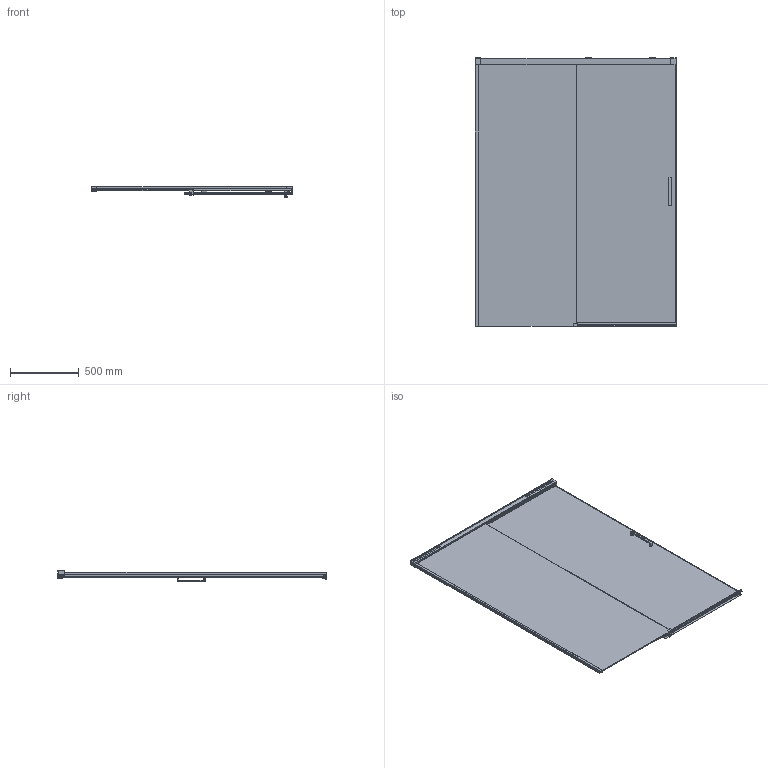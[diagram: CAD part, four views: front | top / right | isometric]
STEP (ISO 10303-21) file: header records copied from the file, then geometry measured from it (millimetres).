
FILE_DESCRIPTION((''),'2;1');
FILE_NAME('CSP15X_ASM','2019-09-21T',('admin'),(''),'PRO/ENGINEER BY PARAMETRIC TECHNOLOGY CORPORATION, 2010280','PRO/ENGINEER BY PARAMETRIC TECHNOLOGY CORPORATION, 2010280','');
FILE_SCHEMA(('CONFIG_CONTROL_DESIGN','SHAPE_APPEARANCE_LAYERS_GROUPS'));
Length unit declared in the file: millimetre
Products named in the file (31): DC553-8X728X1910; ID436-1901; ID436-1901_ASM; CP672; DC553-ID436_ASM; CS104X1435; CS227; CS229; BH320X565; CS386; CS104-1435_ASM; CS034-8X782X1939; CS223; CS321; M4-10; NC944; CS281; CS219_ASM; CS376X1936; NC747-12-27; NC746-12-27; NC738-12-29; NC739-12-29; NC745-12-27_ASM; CS034-8X782X1939_ASM; MA558X725; CS325; PRT0002; CS313-CS301_ASM; IP764-364; CSP15X_ASM
Assembly tree (34 placements, depth 4):
  CSP15X_ASM
    DC553-ID436_ASM
      DC553-8X728X1910
      ID436-1901_ASM
        ID436-1901
      CP672
    CS104-1435_ASM
      CS104X1435
      CS227
      CS229
      BH320X565
      CS386  x2
    CS034-8X782X1939_ASM
      CS034-8X782X1939
      CS219_ASM  x2
        CS223
        CS321
        M4-10
        NC944
        CS281
      CS376X1936
      NC745-12-27_ASM
        NC747-12-27
        NC746-12-27
        NC738-12-29
        NC739-12-29
    CS313-CS301_ASM
      MA558X725
      CS325
      PRT0002
    IP764-364
Bounding box: 1462.95 x 1953.67 x 83.94 mm (x, y, z)
Volume: 24494835.1 mm3; surface area: 7165505.6 mm2
Topology: 35 solids, 47 shells, 1943 faces, 4990 edges, 3109 vertices
Faces by surface type: cylinder 852, plane 695, bspline 138, cone 114, torus 102, sphere 42
Entity records: 51259 total; most frequent: CARTESIAN_POINT 17187, DIRECTION 6254, ORIENTED_EDGE 6078, EDGE_CURVE 3051, AXIS2_PLACEMENT_3D 2293, VERTEX_POINT 1897, VECTOR 1668, LINE 1668
